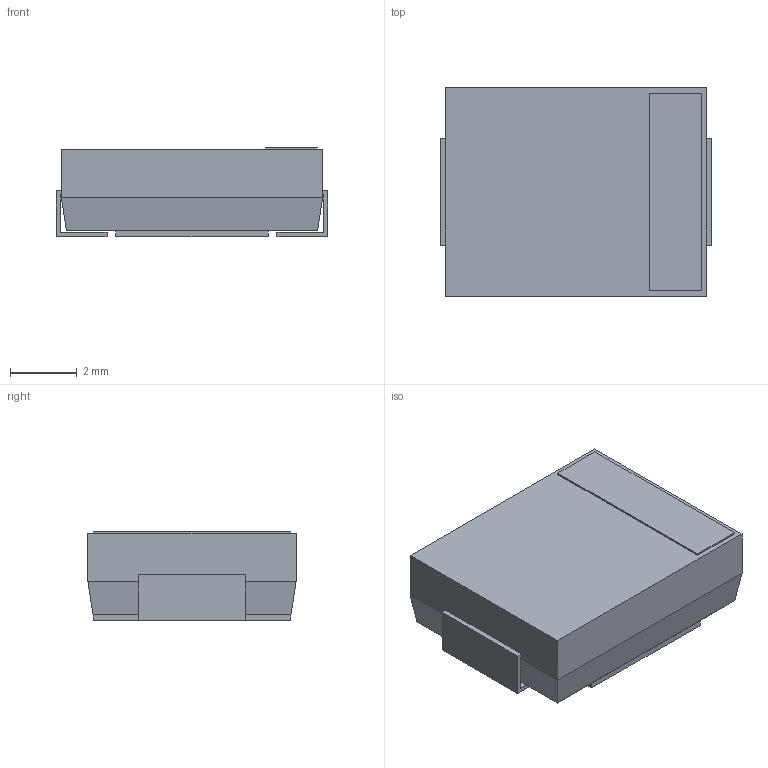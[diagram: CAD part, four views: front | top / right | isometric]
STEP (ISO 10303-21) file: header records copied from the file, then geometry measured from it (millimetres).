
FILE_DESCRIPTION(('FreeCAD Model'),'2;1');
FILE_NAME( 'part042_cp.step', '2019-11-05T12:27:54',('kicad StepUp'),('ksu MCAD'), 'Open CASCADE STEP processor 7.3','FreeCAD','Unknown');
FILE_SCHEMA(('AUTOMOTIVE_DESIGN { 1 0 10303 214 1 1 1 1 }'));
Length unit declared in the file: millimetre
Products named in the file (1): part042_cp
Bounding box: 8.13 x 6.22 x 2.67 mm (x, y, z)
Surface area: 223 mm2 (no closed solid volume)
Topology: 0 solids, 42 shells, 42 faces, 184 edges, 184 vertices
Faces by surface type: plane 42
Entity records: 2206 total; most frequent: CARTESIAN_POINT 411, DIRECTION 270, ORIENTED_EDGE 184, EDGE_CURVE 184, VERTEX_POINT 184, LINE 184, VECTOR 184, AXIS2_PLACEMENT_3D 43
